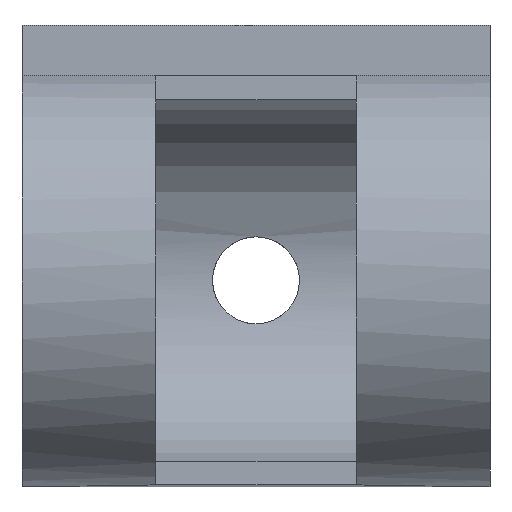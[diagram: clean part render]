
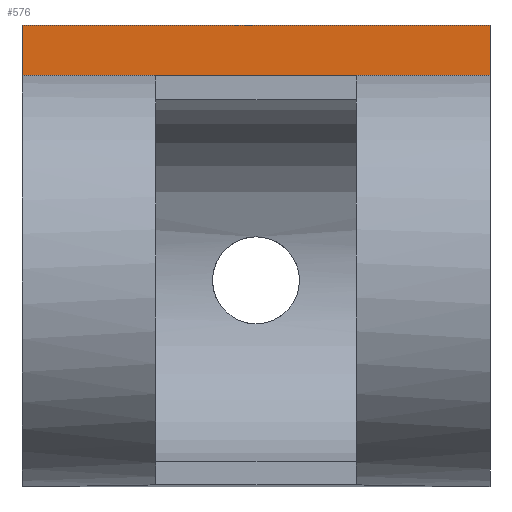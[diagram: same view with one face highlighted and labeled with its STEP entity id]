
A CAD part, front view. The second image highlights one B-rep face of the part: STEP entity #576.
In plain terms, the highlighted planar face has unit normal (0, -1, 0).
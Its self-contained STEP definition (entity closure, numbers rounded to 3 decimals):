
#18 = CARTESIAN_POINT ( 'NONE',  ( 70., -9., 61.343 ) ) ;
#46 = DIRECTION ( 'NONE',  ( 0., 1., 0. ) ) ;
#135 = VERTEX_POINT ( 'NONE', #1380 ) ;
#144 = AXIS2_PLACEMENT_3D ( 'NONE', #181, #46, #601 ) ;
#178 = CARTESIAN_POINT ( 'NONE',  ( -70., -9., 76.343 ) ) ;
#181 = CARTESIAN_POINT ( 'NONE',  ( 70., -9., 76.343 ) ) ;
#308 = DIRECTION ( 'NONE',  ( -1., 0., 0. ) ) ;
#353 = VECTOR ( 'NONE', #1278, 1000. ) ;
#456 = DIRECTION ( 'NONE',  ( 0., 0., -1. ) ) ;
#472 = LINE ( 'NONE', #1424, #950 ) ;
#548 = VECTOR ( 'NONE', #1621, 1000. ) ;
#576 = ADVANCED_FACE ( 'NONE', ( #1431 ), #1293, .F. ) ;
#601 = DIRECTION ( 'NONE',  ( 0., 0., 1. ) ) ;
#631 = ORIENTED_EDGE ( 'NONE', *, *, #995, .T. ) ;
#721 = LINE ( 'NONE', #178, #353 ) ;
#728 = CARTESIAN_POINT ( 'NONE',  ( -70., -9., 61.343 ) ) ;
#739 = VERTEX_POINT ( 'NONE', #1116 ) ;
#769 = ORIENTED_EDGE ( 'NONE', *, *, #1412, .F. ) ;
#772 = EDGE_CURVE ( 'NONE', #135, #1641, #1706, .T. ) ;
#800 = CARTESIAN_POINT ( 'NONE',  ( 70., -9., 61.343 ) ) ;
#827 = ORIENTED_EDGE ( 'NONE', *, *, #772, .F. ) ;
#900 = LINE ( 'NONE', #800, #548 ) ;
#950 = VECTOR ( 'NONE', #308, 1000. ) ;
#995 = EDGE_CURVE ( 'NONE', #135, #739, #472, .T. ) ;
#1116 = CARTESIAN_POINT ( 'NONE',  ( -70., -9., 76.343 ) ) ;
#1127 = VECTOR ( 'NONE', #456, 1000. ) ;
#1261 = EDGE_LOOP ( 'NONE', ( #1503, #769, #827, #631 ) ) ;
#1278 = DIRECTION ( 'NONE',  ( 0., 0., -1. ) ) ;
#1293 = PLANE ( 'NONE',  #144 ) ;
#1330 = EDGE_CURVE ( 'NONE', #739, #1685, #721, .T. ) ;
#1380 = CARTESIAN_POINT ( 'NONE',  ( 70., -9., 76.343 ) ) ;
#1412 = EDGE_CURVE ( 'NONE', #1641, #1685, #900, .T. ) ;
#1424 = CARTESIAN_POINT ( 'NONE',  ( 70., -9., 76.343 ) ) ;
#1431 = FACE_OUTER_BOUND ( 'NONE', #1261, .T. ) ;
#1441 = CARTESIAN_POINT ( 'NONE',  ( 70., -9., 76.343 ) ) ;
#1503 = ORIENTED_EDGE ( 'NONE', *, *, #1330, .T. ) ;
#1621 = DIRECTION ( 'NONE',  ( -1., 0., 0. ) ) ;
#1641 = VERTEX_POINT ( 'NONE', #18 ) ;
#1685 = VERTEX_POINT ( 'NONE', #728 ) ;
#1706 = LINE ( 'NONE', #1441, #1127 ) ;
